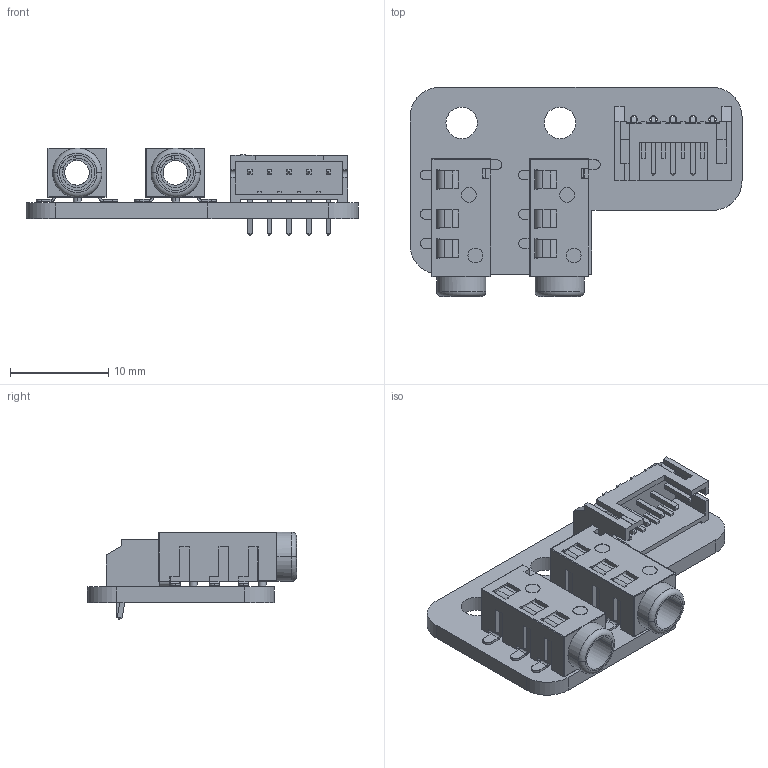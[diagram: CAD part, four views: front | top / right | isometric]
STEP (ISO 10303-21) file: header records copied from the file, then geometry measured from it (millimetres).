
FILE_DESCRIPTION(('KiCad electronic assembly'),'2;1');
FILE_NAME('miniGCii.step','2024-07-03T22:43:14',('Pcbnew'),('Kicad'), 'Open CASCADE STEP processor 7.7','KiCad to STEP converter','Unknown' );
FILE_SCHEMA(('AUTOMOTIVE_DESIGN { 1 0 10303 214 1 1 1 1 }'));
Length unit declared in the file: millimetre
Products named in the file (6): miniGCii 1; PJ320D; JST_PH_S5B-PH-K_1x05_P2.00mm_Horizontal; JST_S5B_PH_K; _autosave-miniGCii_PCB
Assembly tree (6 placements, depth 3):
  miniGCii 1
    PJ320D  x2
      PJ320D
    JST_PH_S5B-PH-K_1x05_P2.00mm_Horizontal
      JST_S5B_PH_K
    _autosave-miniGCii_PCB
Bounding box: 33.75 x 21.26 x 8.9 mm (x, y, z)
Volume: 1510 mm3; surface area: 3142.4 mm2
Topology: 12 solids, 12 shells, 715 faces, 1835 edges, 1122 vertices
Faces by surface type: plane 540, cylinder 145, sphere 10, revolution 8, bspline 8, torus 4
Full cylindrical faces by diameter (mm): 0.75 x5, 1.6 x4, 3.2 x2
Entity records: 15820 total; most frequent: CARTESIAN_POINT 2613, ORIENTED_EDGE 2438, DIRECTION 2333, EDGE_CURVE 1219, LINE 1013, VECTOR 1013, VERTEX_POINT 762, AXIS2_PLACEMENT_3D 658
